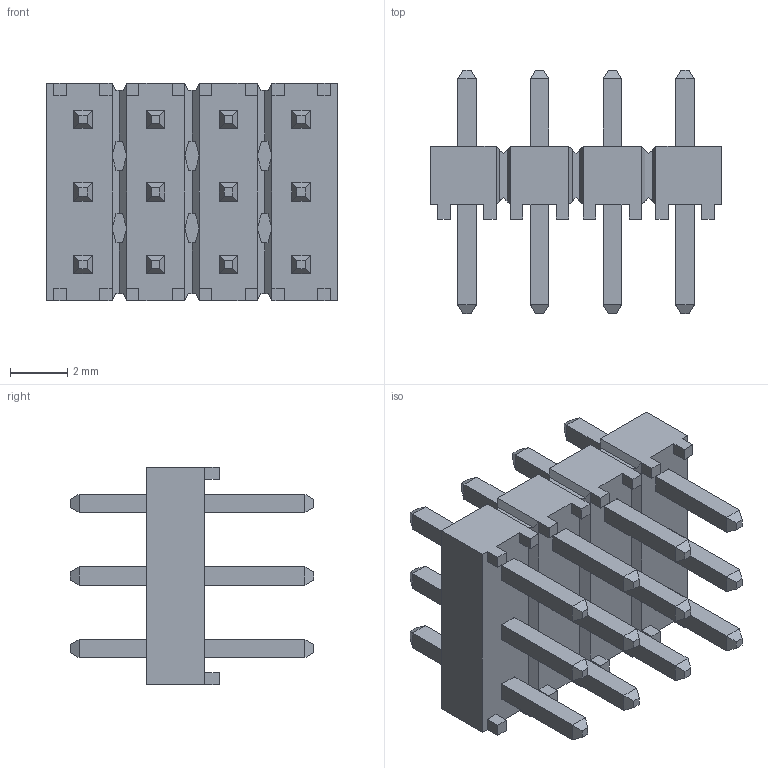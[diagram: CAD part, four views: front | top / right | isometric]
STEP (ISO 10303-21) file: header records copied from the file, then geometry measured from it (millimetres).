
FILE_DESCRIPTION(/* description */ ('STEP AP214'),/* implementation_level */ '2;1');
FILE_NAME(/* name */ 'TSW-104-05-G-T',/* time_stamp */ '2023-02-14T23:39:43+01:00',/* author */ ('License CC BY-ND 4.0'),/* organization */ ('CADENAS'),/* preprocessor_version */ 'ST-DEVELOPER v18.102',/* originating_system */ 'PARTsolutions',/* authorisation */ ' ');
FILE_SCHEMA (('AUTOMOTIVE_DESIGN {1 0 10303 214 3 1 1}'));
Length unit declared in the file: inch
Products named in the file (3): TSW-104-05-G-T; T-1S6-21-TSW-1-05-4-T; TSW-104-05-G-T_body
Assembly tree (2 placements, depth 2):
  TSW-104-05-G-T
    T-1S6-21-TSW-1-05-4-T
    TSW-104-05-G-T_body
Bounding box: 10.16 x 8.51 x 7.62 mm (x, y, z)
Volume: 186.8 mm3; surface area: 676.2 mm2
Topology: 2 solids, 2 shells, 442 faces, 1098 edges, 672 vertices
Faces by surface type: plane 442
Entity records: 12752 total; most frequent: CARTESIAN_POINT 2215, ORIENTED_EDGE 2196, DIRECTION 1988, EDGE_CURVE 1098, LINE 1098, VECTOR 1098, VERTEX_POINT 672, EDGE_LOOP 490
